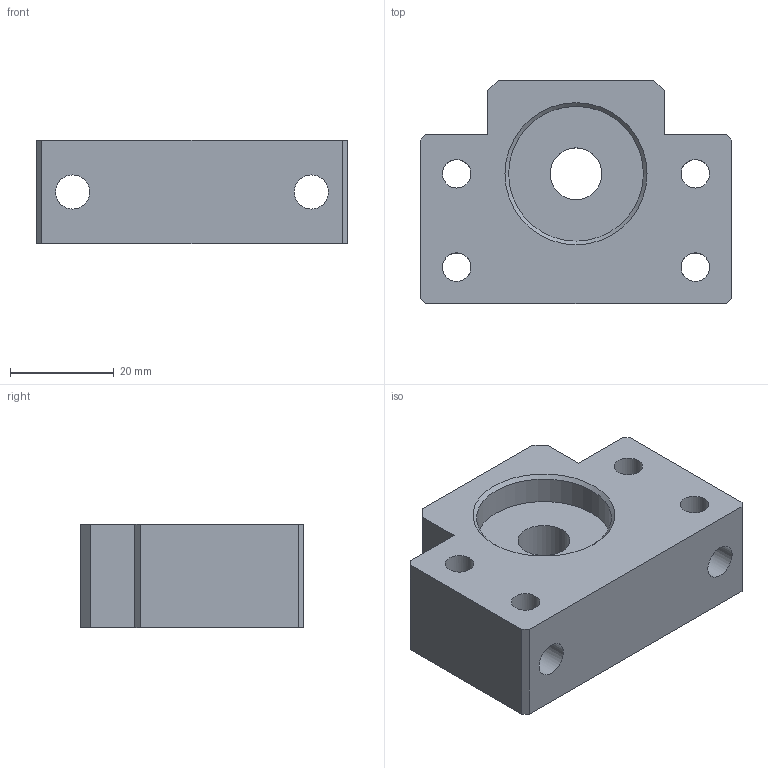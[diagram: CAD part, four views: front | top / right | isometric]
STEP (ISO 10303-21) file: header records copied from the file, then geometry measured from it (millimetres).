
FILE_DESCRIPTION(/* description */ (''),/* implementation_level */ '2;1');
FILE_NAME(/* name */ 'housing_bf12c7.step',/* time_stamp */ '2020-04-14T17:18:04+01:00',/* author */ (''),/* organization */ (''),/* preprocessor_version */ 'ST-DEVELOPER v18.1',/* originating_system */ 'Autodesk Translation Framework v9.2.0.1227',/* authorisation */ '');
FILE_SCHEMA (('AUTOMOTIVE_DESIGN { 1 0 10303 214 3 1 1 }'));
Length unit declared in the file: millimetre
Products named in the file (2): housing_bf12c7; Housing
Assembly tree (1 placements, depth 2):
  housing_bf12c7
    Housing
Bounding box: 60 x 43 x 20 mm (x, y, z)
Volume: 35249.6 mm3; surface area: 11504.5 mm2
Topology: 1 solids, 1 shells, 37 faces, 99 edges, 68 vertices
Faces by surface type: plane 20, cylinder 15, cone 2
Full cylindrical faces by diameter (mm): 5.5 x8, 6.6 x2, 10 x1, 10.8 x2, 26 x2
Entity records: 1583 total; most frequent: CARTESIAN_POINT 543, ORIENTED_EDGE 198, DIRECTION 187, EDGE_CURVE 99, VERTEX_POINT 68, AXIS2_PLACEMENT_3D 64, EDGE_LOOP 63, LINE 59
